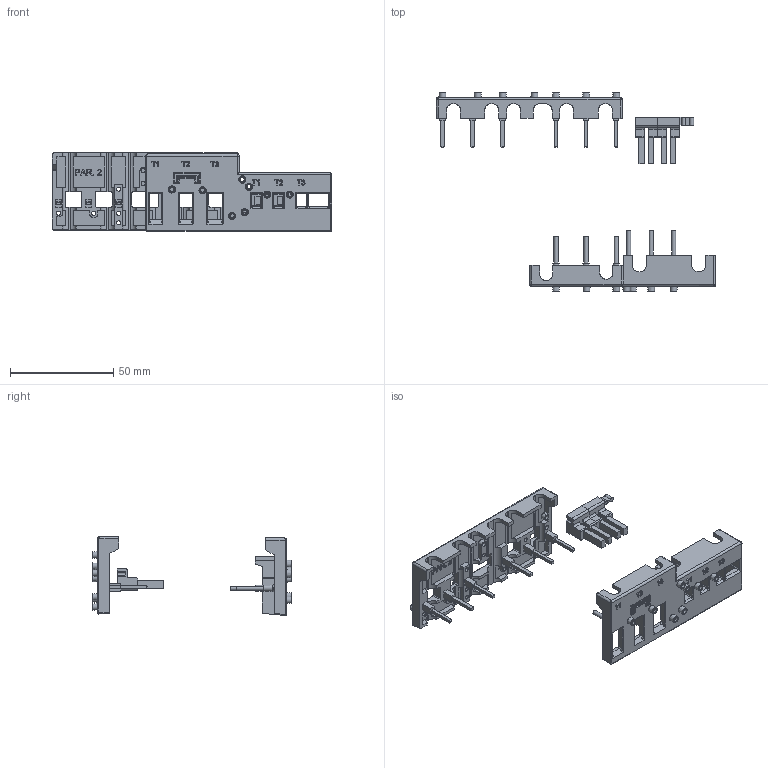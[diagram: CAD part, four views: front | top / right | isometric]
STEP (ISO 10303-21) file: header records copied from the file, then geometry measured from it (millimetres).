
FILE_DESCRIPTION(/* description */ (''),/* implementation_level */ '2;1');
FILE_NAME(/* name */ 'FILE_STP_CAD_DRAWING_BFX3232_Catalog_prt.stp',/* time_stamp */ '2020-11-05T11:20:56+01:00',/* author */ (''),/* organization */ (''),/* preprocessor_version */ 'ST-DEVELOPER v16.7',/* originating_system */ 'SIEMENS PLM Software NX 12.0',/* authorisation */ '');
FILE_SCHEMA (('AUTOMOTIVE_DESIGN { 1 0 10303 214 3 1 1 1 }'));
Length unit declared in the file: millimetre
Products named in the file (1): BFX3232_Catalog
Bounding box: 135.25 x 96.8 x 38.22 mm (x, y, z)
Surface area: 25220 mm2 (no closed solid volume)
Topology: 0 solids, 18 shells, 1117 faces, 3162 edges, 2088 vertices
Faces by surface type: plane 704, cylinder 262, bspline 97, torus 25, cone 24, sphere 5
Full cylindrical faces by diameter (mm): 2 x41
Entity records: 36936 total; most frequent: CARTESIAN_POINT 8427, ORIENTED_EDGE 5885, DIRECTION 5527, EDGE_CURVE 3049, LINE 2149, VECTOR 2149, VERTEX_POINT 2076, AXIS2_PLACEMENT_3D 1689
